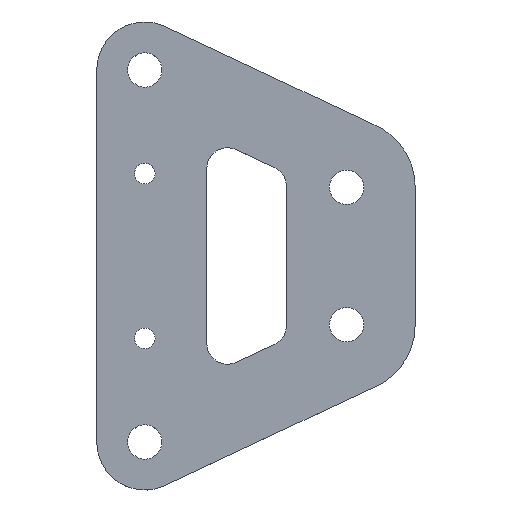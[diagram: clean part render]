
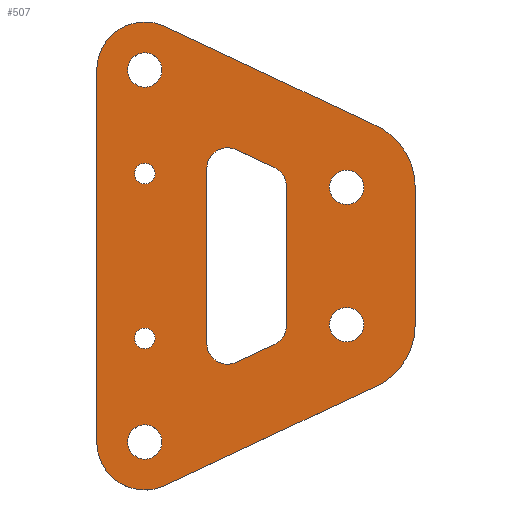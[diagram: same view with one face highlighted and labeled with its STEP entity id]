
A CAD part, top view. The second image highlights one B-rep face of the part: STEP entity #507.
In plain terms, the highlighted planar face has unit normal (0, 0, 1).
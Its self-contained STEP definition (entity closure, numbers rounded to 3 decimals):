
#15=FACE_BOUND('',#74,.T.);
#16=FACE_BOUND('',#75,.T.);
#17=FACE_BOUND('',#76,.T.);
#18=FACE_BOUND('',#77,.T.);
#19=FACE_BOUND('',#78,.T.);
#20=FACE_BOUND('',#79,.T.);
#21=FACE_BOUND('',#80,.T.);
#29=PLANE('',#559);
#47=FACE_OUTER_BOUND('',#73,.T.);
#73=EDGE_LOOP('',(#367,#368,#369,#370,#371,#372,#373,#374,#375,#376));
#74=EDGE_LOOP('',(#377));
#75=EDGE_LOOP('',(#378));
#76=EDGE_LOOP('',(#379));
#77=EDGE_LOOP('',(#380));
#78=EDGE_LOOP('',(#381));
#79=EDGE_LOOP('',(#382));
#80=EDGE_LOOP('',(#383,#384,#385,#386,#387,#388,#389,#390));
#113=LINE('',#789,#157);
#114=LINE('',#793,#158);
#115=LINE('',#795,#159);
#116=LINE('',#799,#160);
#117=LINE('',#803,#161);
#118=LINE('',#805,#162);
#119=LINE('',#809,#163);
#120=LINE('',#813,#164);
#121=LINE('',#817,#165);
#122=LINE('',#821,#166);
#157=VECTOR('',#641,1000.);
#158=VECTOR('',#644,1000.);
#159=VECTOR('',#645,1000.);
#160=VECTOR('',#648,1000.);
#161=VECTOR('',#651,1000.);
#162=VECTOR('',#652,1000.);
#163=VECTOR('',#655,1000.);
#164=VECTOR('',#658,1000.);
#165=VECTOR('',#661,1000.);
#166=VECTOR('',#664,1000.);
#195=CIRCLE('',#542,2.5);
#198=CIRCLE('',#546,1.5);
#200=CIRCLE('',#549,1.5);
#202=CIRCLE('',#552,2.5);
#204=CIRCLE('',#555,2.5);
#206=CIRCLE('',#558,2.5);
#207=CIRCLE('',#560,10.);
#208=CIRCLE('',#561,7.);
#209=CIRCLE('',#562,7.);
#210=CIRCLE('',#563,10.);
#211=CIRCLE('',#564,3.);
#212=CIRCLE('',#565,3.);
#213=CIRCLE('',#566,3.);
#214=CIRCLE('',#567,3.);
#223=VERTEX_POINT('',#751);
#226=VERTEX_POINT('',#759);
#228=VERTEX_POINT('',#765);
#230=VERTEX_POINT('',#771);
#232=VERTEX_POINT('',#777);
#234=VERTEX_POINT('',#783);
#235=VERTEX_POINT('',#787);
#236=VERTEX_POINT('',#788);
#237=VERTEX_POINT('',#790);
#238=VERTEX_POINT('',#792);
#239=VERTEX_POINT('',#794);
#240=VERTEX_POINT('',#796);
#241=VERTEX_POINT('',#798);
#242=VERTEX_POINT('',#800);
#243=VERTEX_POINT('',#802);
#244=VERTEX_POINT('',#804);
#245=VERTEX_POINT('',#807);
#246=VERTEX_POINT('',#808);
#247=VERTEX_POINT('',#810);
#248=VERTEX_POINT('',#812);
#249=VERTEX_POINT('',#814);
#250=VERTEX_POINT('',#816);
#251=VERTEX_POINT('',#818);
#252=VERTEX_POINT('',#820);
#271=EDGE_CURVE('',#223,#223,#195,.T.);
#276=EDGE_CURVE('',#226,#226,#198,.T.);
#279=EDGE_CURVE('',#228,#228,#200,.T.);
#282=EDGE_CURVE('',#230,#230,#202,.T.);
#285=EDGE_CURVE('',#232,#232,#204,.T.);
#288=EDGE_CURVE('',#234,#234,#206,.T.);
#289=EDGE_CURVE('',#235,#236,#113,.T.);
#290=EDGE_CURVE('',#236,#237,#207,.T.);
#291=EDGE_CURVE('',#237,#238,#114,.T.);
#292=EDGE_CURVE('',#239,#238,#115,.T.);
#293=EDGE_CURVE('',#239,#240,#208,.T.);
#294=EDGE_CURVE('',#240,#241,#116,.T.);
#295=EDGE_CURVE('',#241,#242,#209,.T.);
#296=EDGE_CURVE('',#242,#243,#117,.T.);
#297=EDGE_CURVE('',#244,#243,#118,.T.);
#298=EDGE_CURVE('',#235,#244,#210,.T.);
#299=EDGE_CURVE('',#245,#246,#119,.T.);
#300=EDGE_CURVE('',#245,#247,#211,.T.);
#301=EDGE_CURVE('',#247,#248,#120,.T.);
#302=EDGE_CURVE('',#248,#249,#212,.T.);
#303=EDGE_CURVE('',#249,#250,#121,.T.);
#304=EDGE_CURVE('',#250,#251,#213,.T.);
#305=EDGE_CURVE('',#252,#251,#122,.T.);
#306=EDGE_CURVE('',#252,#246,#214,.T.);
#367=ORIENTED_EDGE('',*,*,#289,.T.);
#368=ORIENTED_EDGE('',*,*,#290,.T.);
#369=ORIENTED_EDGE('',*,*,#291,.T.);
#370=ORIENTED_EDGE('',*,*,#292,.F.);
#371=ORIENTED_EDGE('',*,*,#293,.T.);
#372=ORIENTED_EDGE('',*,*,#294,.T.);
#373=ORIENTED_EDGE('',*,*,#295,.T.);
#374=ORIENTED_EDGE('',*,*,#296,.T.);
#375=ORIENTED_EDGE('',*,*,#297,.F.);
#376=ORIENTED_EDGE('',*,*,#298,.F.);
#377=ORIENTED_EDGE('',*,*,#276,.F.);
#378=ORIENTED_EDGE('',*,*,#279,.F.);
#379=ORIENTED_EDGE('',*,*,#285,.F.);
#380=ORIENTED_EDGE('',*,*,#288,.F.);
#381=ORIENTED_EDGE('',*,*,#282,.F.);
#382=ORIENTED_EDGE('',*,*,#271,.T.);
#383=ORIENTED_EDGE('',*,*,#299,.F.);
#384=ORIENTED_EDGE('',*,*,#300,.T.);
#385=ORIENTED_EDGE('',*,*,#301,.T.);
#386=ORIENTED_EDGE('',*,*,#302,.T.);
#387=ORIENTED_EDGE('',*,*,#303,.T.);
#388=ORIENTED_EDGE('',*,*,#304,.T.);
#389=ORIENTED_EDGE('',*,*,#305,.F.);
#390=ORIENTED_EDGE('',*,*,#306,.T.);
#507=ADVANCED_FACE('',(#47,#15,#16,#17,#18,#19,#20,#21),#29,.T.);
#542=AXIS2_PLACEMENT_3D('',#752,#599,#600);
#546=AXIS2_PLACEMENT_3D('',#761,#609,#610);
#549=AXIS2_PLACEMENT_3D('',#767,#616,#617);
#552=AXIS2_PLACEMENT_3D('',#773,#623,#624);
#555=AXIS2_PLACEMENT_3D('',#779,#630,#631);
#558=AXIS2_PLACEMENT_3D('',#785,#637,#638);
#559=AXIS2_PLACEMENT_3D('',#786,#639,#640);
#560=AXIS2_PLACEMENT_3D('',#791,#642,#643);
#561=AXIS2_PLACEMENT_3D('',#797,#646,#647);
#562=AXIS2_PLACEMENT_3D('',#801,#649,#650);
#563=AXIS2_PLACEMENT_3D('',#806,#653,#654);
#564=AXIS2_PLACEMENT_3D('',#811,#656,#657);
#565=AXIS2_PLACEMENT_3D('',#815,#659,#660);
#566=AXIS2_PLACEMENT_3D('',#819,#662,#663);
#567=AXIS2_PLACEMENT_3D('',#822,#665,#666);
#599=DIRECTION('center_axis',(0.,0.,-1.));
#600=DIRECTION('ref_axis',(-1.,0.,0.));
#609=DIRECTION('center_axis',(0.,0.,1.));
#610=DIRECTION('ref_axis',(1.,0.,0.));
#616=DIRECTION('center_axis',(0.,0.,1.));
#617=DIRECTION('ref_axis',(-1.,0.,0.));
#623=DIRECTION('center_axis',(0.,0.,1.));
#624=DIRECTION('ref_axis',(1.,0.,0.));
#630=DIRECTION('center_axis',(0.,0.,1.));
#631=DIRECTION('ref_axis',(1.,0.,0.));
#637=DIRECTION('center_axis',(0.,0.,1.));
#638=DIRECTION('ref_axis',(1.,0.,0.));
#639=DIRECTION('center_axis',(0.,0.,1.));
#640=DIRECTION('ref_axis',(1.,0.,0.));
#641=DIRECTION('',(0.,1.,0.));
#642=DIRECTION('center_axis',(0.,0.,1.));
#643=DIRECTION('ref_axis',(1.,0.,0.));
#644=DIRECTION('',(-0.929,0.371,0.));
#645=DIRECTION('',(0.905,-0.426,0.));
#646=DIRECTION('center_axis',(0.,0.,1.));
#647=DIRECTION('ref_axis',(1.,0.,0.));
#648=DIRECTION('',(0.,-1.,0.));
#649=DIRECTION('center_axis',(0.,0.,1.));
#650=DIRECTION('ref_axis',(1.,0.,0.));
#651=DIRECTION('',(0.905,0.426,0.));
#652=DIRECTION('',(-0.929,-0.371,0.));
#653=DIRECTION('center_axis',(0.,0.,-1.));
#654=DIRECTION('ref_axis',(1.,0.,0.));
#655=DIRECTION('',(0.905,0.426,0.));
#656=DIRECTION('center_axis',(0.,0.,-1.));
#657=DIRECTION('ref_axis',(1.,0.,0.));
#658=DIRECTION('',(0.,1.,0.));
#659=DIRECTION('center_axis',(0.,0.,-1.));
#660=DIRECTION('ref_axis',(1.,0.,0.));
#661=DIRECTION('',(0.905,-0.426,0.));
#662=DIRECTION('center_axis',(0.,0.,-1.));
#663=DIRECTION('ref_axis',(1.,0.,0.));
#664=DIRECTION('',(0.,1.,0.));
#665=DIRECTION('center_axis',(0.,0.,-1.));
#666=DIRECTION('ref_axis',(1.,0.,0.));
#751=CARTESIAN_POINT('',(2.5,0.,2.));
#752=CARTESIAN_POINT('Origin',(0.,0.,2.));
#759=CARTESIAN_POINT('',(-30.89,-22.,2.));
#761=CARTESIAN_POINT('Origin',(-29.39,-22.,2.));
#765=CARTESIAN_POINT('',(-30.89,2.,2.));
#767=CARTESIAN_POINT('Origin',(-29.39,2.,2.));
#771=CARTESIAN_POINT('',(-2.5,-20.,2.));
#773=CARTESIAN_POINT('Origin',(0.,-20.,2.));
#777=CARTESIAN_POINT('',(-31.89,17.094,2.));
#779=CARTESIAN_POINT('Origin',(-29.39,17.094,2.));
#783=CARTESIAN_POINT('',(-31.89,-37.094,2.));
#785=CARTESIAN_POINT('Origin',(-29.39,-37.094,2.));
#786=CARTESIAN_POINT('Origin',(0.,0.,2.));
#787=CARTESIAN_POINT('',(10.,-20.,2.));
#788=CARTESIAN_POINT('',(10.,0.,2.));
#789=CARTESIAN_POINT('',(10.,0.,2.));
#790=CARTESIAN_POINT('',(3.524,9.358,2.));
#791=CARTESIAN_POINT('Origin',(0.,0.,2.));
#792=CARTESIAN_POINT('',(3.144,9.51,2.));
#793=CARTESIAN_POINT('',(3.706,9.286,2.));
#794=CARTESIAN_POINT('',(-26.796,23.596,2.));
#795=CARTESIAN_POINT('',(4.233,8.998,2.));
#796=CARTESIAN_POINT('',(-36.39,17.094,2.));
#797=CARTESIAN_POINT('Origin',(-29.39,17.094,2.));
#798=CARTESIAN_POINT('',(-36.39,-37.094,2.));
#799=CARTESIAN_POINT('',(-36.39,0.,2.));
#800=CARTESIAN_POINT('',(-26.796,-43.596,2.));
#801=CARTESIAN_POINT('Origin',(-29.39,-37.094,2.));
#802=CARTESIAN_POINT('',(3.144,-29.51,2.));
#803=CARTESIAN_POINT('',(11.937,-25.373,2.));
#804=CARTESIAN_POINT('',(3.888,-29.213,2.));
#805=CARTESIAN_POINT('',(10.591,-26.538,2.));
#806=CARTESIAN_POINT('Origin',(0.,-20.,2.));
#807=CARTESIAN_POINT('',(-16.077,-25.481,2.));
#808=CARTESIAN_POINT('',(-10.486,-22.85,2.));
#809=CARTESIAN_POINT('',(6.902,-14.67,2.));
#810=CARTESIAN_POINT('',(-20.354,-22.766,2.));
#811=CARTESIAN_POINT('Origin',(-17.354,-22.766,2.));
#812=CARTESIAN_POINT('',(-20.354,2.766,2.));
#813=CARTESIAN_POINT('',(-20.354,0.,2.));
#814=CARTESIAN_POINT('',(-16.077,5.481,2.));
#815=CARTESIAN_POINT('Origin',(-17.354,2.766,2.));
#816=CARTESIAN_POINT('',(-10.486,2.85,2.));
#817=CARTESIAN_POINT('',(-0.802,-1.706,2.));
#818=CARTESIAN_POINT('',(-8.763,0.136,2.));
#819=CARTESIAN_POINT('Origin',(-11.763,0.136,2.));
#820=CARTESIAN_POINT('',(-8.763,-20.136,2.));
#821=CARTESIAN_POINT('',(-8.763,0.,2.));
#822=CARTESIAN_POINT('Origin',(-11.763,-20.136,2.));
